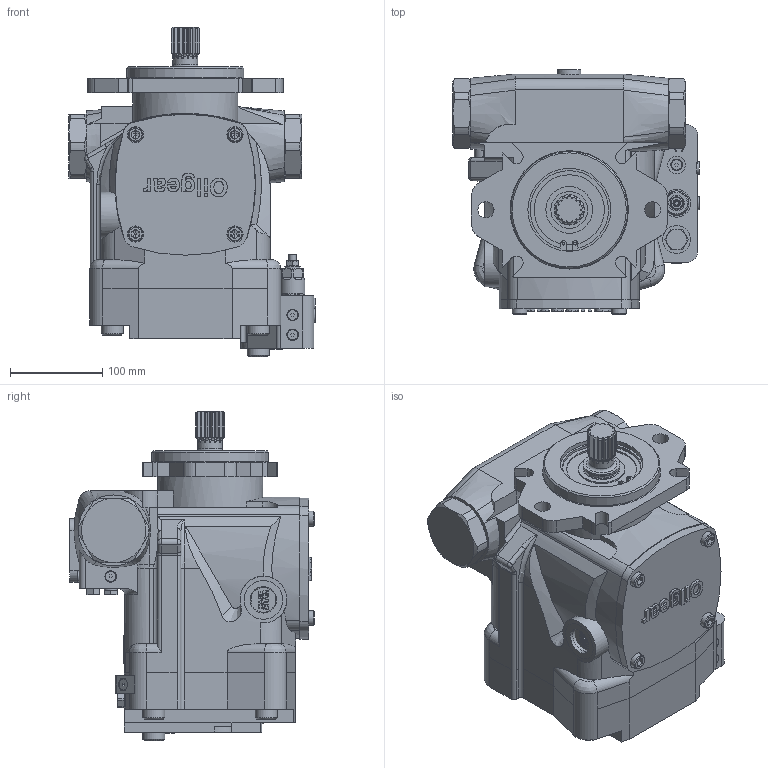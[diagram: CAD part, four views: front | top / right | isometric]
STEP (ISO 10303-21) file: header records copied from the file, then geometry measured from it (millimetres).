
FILE_DESCRIPTION((''),'2;1');
FILE_NAME('PVM_064_thru_130.stp','2015-12-21T13:18:37',('JGroves'),(''),'Autodesk Inventor 2012','Autodesk Inventor 2012','');
FILE_SCHEMA(('AUTOMOTIVE_DESIGN { 1 0 10303 214 1 1 1 1 }'));
Length unit declared in the file: inch
Products named in the file (1): Assembly1_Shrinkwrap_2
Bounding box: 267.33 x 265.52 x 358.11 mm (x, y, z)
Surface area: 449949.5 mm2 (no closed solid volume)
Topology: 0 solids, 66 shells, 1381 faces, 4462 edges, 3206 vertices
Faces by surface type: plane 851, cylinder 276, cone 116, bspline 110, torus 27, revolution 1
Full cylindrical faces by diameter (mm): 2.184 x4, 3.15 x2, 6.655 x1, 7.874 x1, 8.001 x1, 10.693 x4, 11.125 x8, 12.446 x4, 12.7 x5, 13.894 x4, 13.97 x1, 14.275 x5, 15.875 x4, 16 x4, 16.815 x1, 17.475 x2, 19.05 x1, 22.225 x2, 22.352 x1, 24 x4, 25.4 x1, 26.162 x4, 26.797 x1, 26.924 x1, 26.975 x2, 30.175 x1, 30.226 x1, 35.814 x1, 40.013 x2, 50.8 x2
Entity records: 52342 total; most frequent: CARTESIAN_POINT 12995, ORIENTED_EDGE 7513, DIRECTION 7149, EDGE_CURVE 4318, VERTEX_POINT 3172, VECTOR 3078, LINE 3078, AXIS2_PLACEMENT_3D 2035
